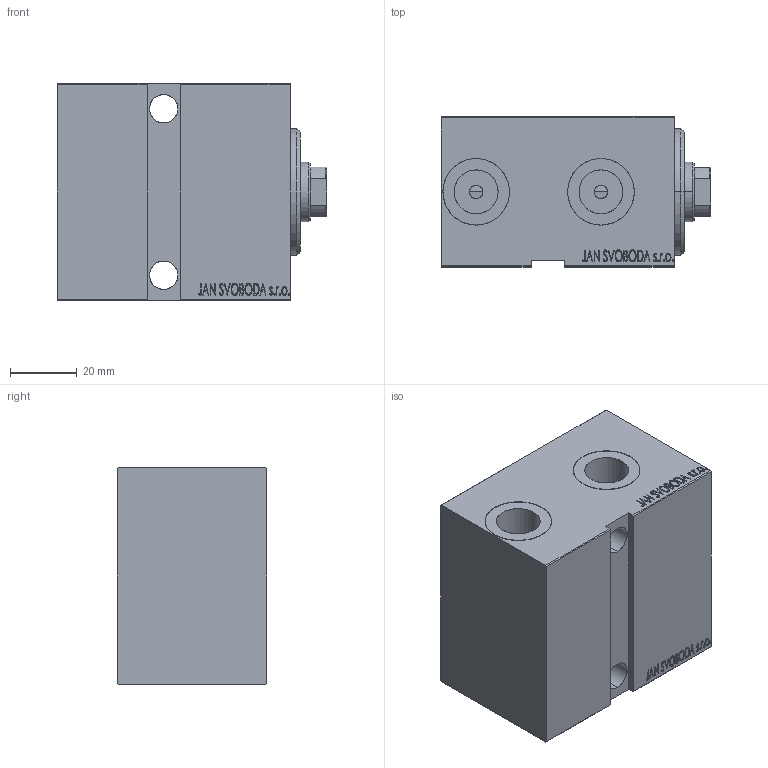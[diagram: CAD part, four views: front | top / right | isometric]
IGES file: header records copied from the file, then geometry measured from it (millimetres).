
Start section: SolidWorks IGES file using analytic representation for surfaces
Global section: file name: 84ab.IGS; native system: SolidWorks 2019; preprocessor: SolidWorks 2019; author: admin; date: 210319.163805; units: millimetre
Bounding box: 81 x 45 x 65 mm (x, y, z)
Surface area: 42387.4 mm2 (no closed solid volume)
Topology: 0 solids, 0 shells, 866 faces, 12176 edges, 12174 vertices
Faces by surface type: bspline 794, revolution 72
